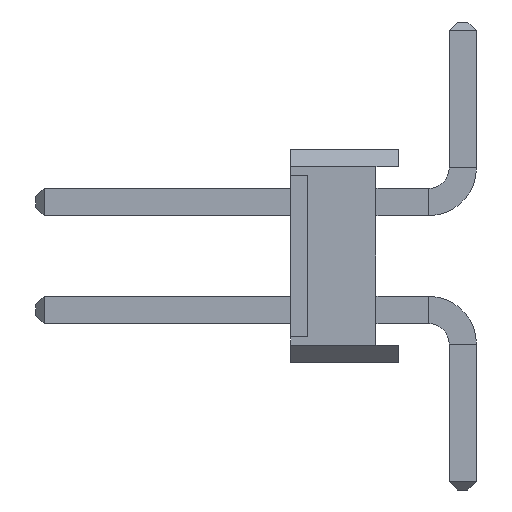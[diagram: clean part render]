
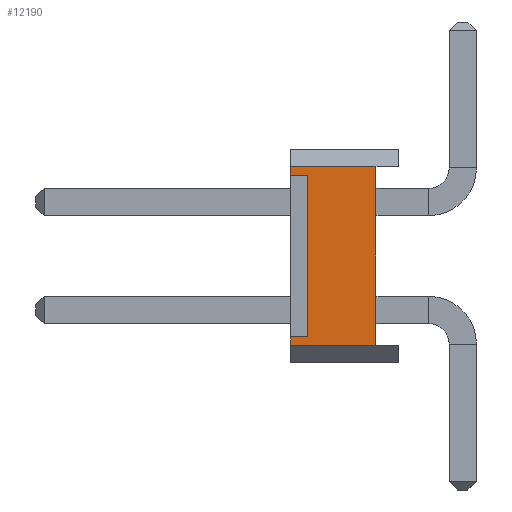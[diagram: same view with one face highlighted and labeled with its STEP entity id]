
A CAD part, left-side view. The second image highlights one B-rep face of the part: STEP entity #12190.
In plain terms, the highlighted planar face has unit normal (-1, 0, 0).
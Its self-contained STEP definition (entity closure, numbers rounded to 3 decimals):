
#361 = LINE ( 'NONE', #22722, #16422 ) ;
#796 = FACE_OUTER_BOUND ( 'NONE', #4797, .T. ) ;
#2775 = DIRECTION ( 'NONE',  ( 1., 0., 0. ) ) ;
#3002 = ORIENTED_EDGE ( 'NONE', *, *, #11965, .F. ) ;
#3024 = CARTESIAN_POINT ( 'NONE',  ( -1.27, 2.54, -2.1 ) ) ;
#3056 = CARTESIAN_POINT ( 'NONE',  ( -1.27, 0.54, -2.1 ) ) ;
#3150 = VECTOR ( 'NONE', #11259, 1000. ) ;
#3524 = ORIENTED_EDGE ( 'NONE', *, *, #13556, .F. ) ;
#4192 = CARTESIAN_POINT ( 'NONE',  ( -1.27, 2.14, -1.9 ) ) ;
#4797 = EDGE_LOOP ( 'NONE', ( #3002, #9251, #13081, #8762, #20222, #3524, #7639, #14613 ) ) ;
#5999 = EDGE_CURVE ( 'NONE', #20592, #8027, #9536, .T. ) ;
#6143 = DIRECTION ( 'NONE',  ( 0., -1., 0. ) ) ;
#6371 = CARTESIAN_POINT ( 'NONE',  ( -1.27, 2.54, 2.1 ) ) ;
#6941 = DIRECTION ( 'NONE',  ( 0., 0., 1. ) ) ;
#7041 = CARTESIAN_POINT ( 'NONE',  ( -1.27, 2.54, -2.1 ) ) ;
#7639 = ORIENTED_EDGE ( 'NONE', *, *, #27450, .F. ) ;
#8027 = VERTEX_POINT ( 'NONE', #22634 ) ;
#8762 = ORIENTED_EDGE ( 'NONE', *, *, #23600, .T. ) ;
#8840 = VECTOR ( 'NONE', #11621, 1000. ) ;
#8856 = AXIS2_PLACEMENT_3D ( 'NONE', #14574, #2775, #19505 ) ;
#8874 = CARTESIAN_POINT ( 'NONE',  ( -1.27, 0.54, 2.1 ) ) ;
#9078 = LINE ( 'NONE', #21409, #23581 ) ;
#9251 = ORIENTED_EDGE ( 'NONE', *, *, #5999, .T. ) ;
#9536 = LINE ( 'NONE', #22996, #3150 ) ;
#10407 = CARTESIAN_POINT ( 'NONE',  ( -1.27, 2.14, 1.9 ) ) ;
#10553 = DIRECTION ( 'NONE',  ( 0., 0., 1. ) ) ;
#10796 = DIRECTION ( 'NONE',  ( 0., 0., -1. ) ) ;
#11259 = DIRECTION ( 'NONE',  ( 0., 1., 0. ) ) ;
#11621 = DIRECTION ( 'NONE',  ( 0., 1., 0. ) ) ;
#11822 = VECTOR ( 'NONE', #6143, 1000. ) ;
#11965 = EDGE_CURVE ( 'NONE', #20592, #12331, #9078, .T. ) ;
#12079 = DIRECTION ( 'NONE',  ( 0., 0., 1. ) ) ;
#12171 = PLANE ( 'NONE',  #8856 ) ;
#12190 = ADVANCED_FACE ( 'NONE', ( #796 ), #12171, .F. ) ;
#12331 = VERTEX_POINT ( 'NONE', #10407 ) ;
#12390 = EDGE_CURVE ( 'NONE', #25327, #24060, #361, .T. ) ;
#12568 = LINE ( 'NONE', #15502, #11822 ) ;
#13039 = DIRECTION ( 'NONE',  ( 0., -1., 0. ) ) ;
#13081 = ORIENTED_EDGE ( 'NONE', *, *, #20447, .F. ) ;
#13556 = EDGE_CURVE ( 'NONE', #14487, #25327, #19926, .T. ) ;
#14487 = VERTEX_POINT ( 'NONE', #20295 ) ;
#14574 = CARTESIAN_POINT ( 'NONE',  ( -1.27, 2.54, -2.1 ) ) ;
#14613 = ORIENTED_EDGE ( 'NONE', *, *, #15381, .F. ) ;
#15381 = EDGE_CURVE ( 'NONE', #12331, #19210, #18913, .T. ) ;
#15502 = CARTESIAN_POINT ( 'NONE',  ( -1.27, 2.54, -2.1 ) ) ;
#16422 = VECTOR ( 'NONE', #10796, 1000. ) ;
#17669 = VECTOR ( 'NONE', #13039, 1000. ) ;
#18780 = VECTOR ( 'NONE', #10553, 1000. ) ;
#18913 = LINE ( 'NONE', #19056, #8840 ) ;
#19056 = CARTESIAN_POINT ( 'NONE',  ( -1.27, 2.14, 1.9 ) ) ;
#19210 = VERTEX_POINT ( 'NONE', #22208 ) ;
#19505 = DIRECTION ( 'NONE',  ( 0., 0., -1. ) ) ;
#19926 = LINE ( 'NONE', #6371, #17669 ) ;
#20222 = ORIENTED_EDGE ( 'NONE', *, *, #12390, .F. ) ;
#20295 = CARTESIAN_POINT ( 'NONE',  ( -1.27, 2.54, 2.1 ) ) ;
#20447 = EDGE_CURVE ( 'NONE', #26268, #8027, #29650, .T. ) ;
#20592 = VERTEX_POINT ( 'NONE', #4192 ) ;
#21409 = CARTESIAN_POINT ( 'NONE',  ( -1.27, 2.14, -1.9 ) ) ;
#22208 = CARTESIAN_POINT ( 'NONE',  ( -1.27, 2.54, 1.9 ) ) ;
#22634 = CARTESIAN_POINT ( 'NONE',  ( -1.27, 2.54, -1.9 ) ) ;
#22722 = CARTESIAN_POINT ( 'NONE',  ( -1.27, 0.54, 2.1 ) ) ;
#22996 = CARTESIAN_POINT ( 'NONE',  ( -1.27, 2.14, -1.9 ) ) ;
#23581 = VECTOR ( 'NONE', #12079, 1000. ) ;
#23600 = EDGE_CURVE ( 'NONE', #26268, #24060, #12568, .T. ) ;
#24060 = VERTEX_POINT ( 'NONE', #3056 ) ;
#24355 = VECTOR ( 'NONE', #6941, 1000. ) ;
#25090 = CARTESIAN_POINT ( 'NONE',  ( -1.27, 2.54, -2.1 ) ) ;
#25327 = VERTEX_POINT ( 'NONE', #8874 ) ;
#26268 = VERTEX_POINT ( 'NONE', #3024 ) ;
#27450 = EDGE_CURVE ( 'NONE', #19210, #14487, #30775, .T. ) ;
#29650 = LINE ( 'NONE', #25090, #18780 ) ;
#30775 = LINE ( 'NONE', #7041, #24355 ) ;
